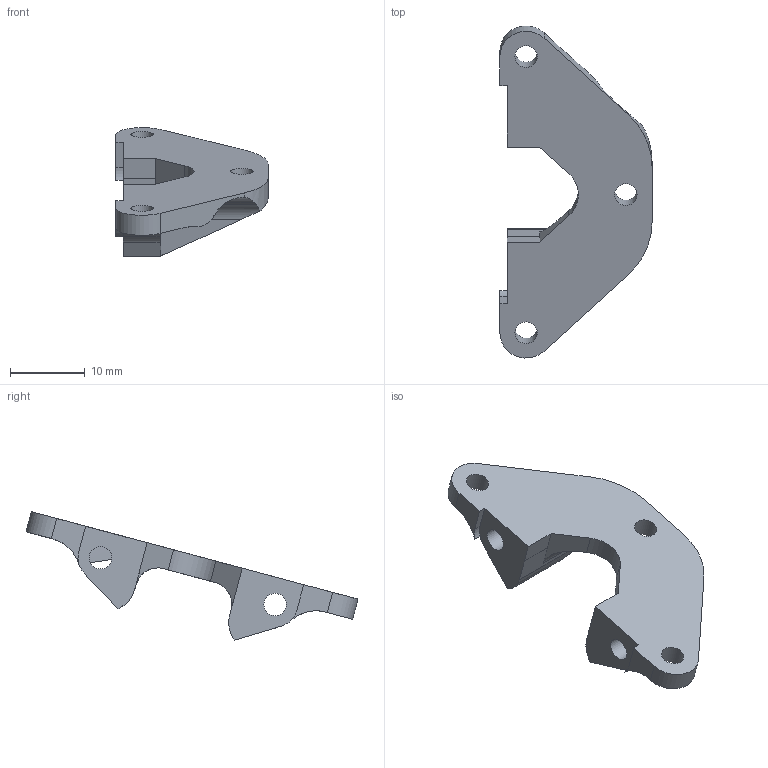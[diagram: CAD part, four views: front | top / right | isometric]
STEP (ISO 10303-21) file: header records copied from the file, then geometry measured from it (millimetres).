
FILE_DESCRIPTION(/* description */ (''),/* implementation_level */ '2;1');
FILE_NAME(/* name */ 'CM_3DP_Support02.step',/* time_stamp */ '2023-05-24T10:56:00+08:00',/* author */ (''),/* organization */ (''),/* preprocessor_version */ 'ST-DEVELOPER v19.2',/* originating_system */ 'Autodesk Translation Framework v12.4.0.73',/* authorisation */ '');
FILE_SCHEMA (('AUTOMOTIVE_DESIGN { 1 0 10303 214 3 1 1 }'));
Length unit declared in the file: millimetre
Products named in the file (1): CM_3DP_Support02
Bounding box: 20.32 x 44.29 x 17.16 mm (x, y, z)
Volume: 1801 mm3; surface area: 1973 mm2
Topology: 1 solids, 1 shells, 62 faces, 178 edges, 114 vertices
Faces by surface type: cylinder 30, plane 30, cone 2
Full cylindrical faces by diameter (mm): 3 x5
Entity records: 2170 total; most frequent: CARTESIAN_POINT 470, ORIENTED_EDGE 356, DIRECTION 348, EDGE_CURVE 178, AXIS2_PLACEMENT_3D 124, VERTEX_POINT 114, LINE 100, VECTOR 100
